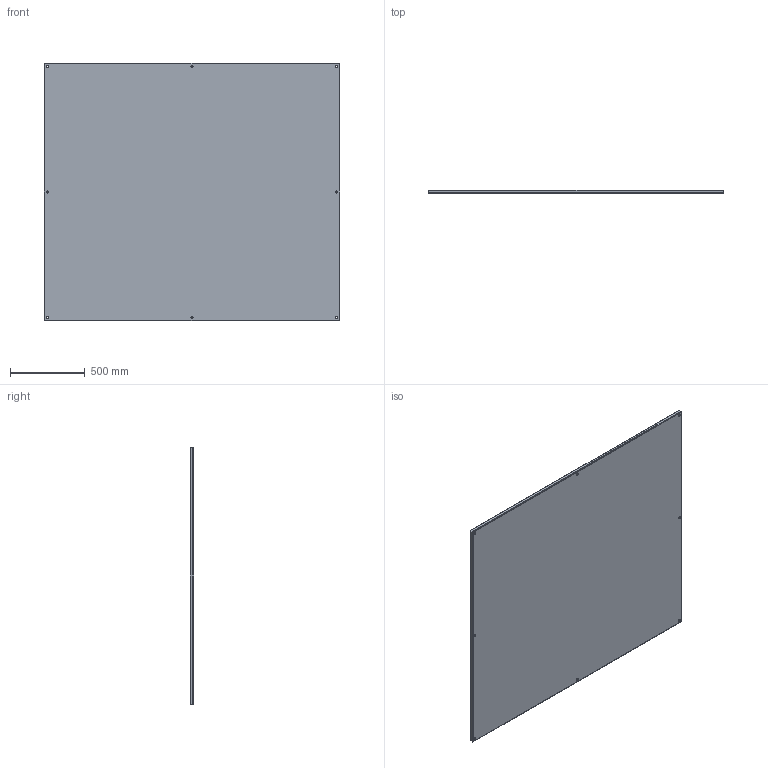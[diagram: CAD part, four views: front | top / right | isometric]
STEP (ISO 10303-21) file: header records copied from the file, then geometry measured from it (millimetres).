
FILE_DESCRIPTION (( 'STEP AP203' ), '1' );
FILE_NAME ('90BYFW_Default.step', '2019-09-13T18:16:19', ( '' ), ( '' ), 'SwSTEP 2.0', 'SolidWorks 2018', '' );
FILE_SCHEMA (( 'CONFIG_CONTROL_DESIGN' ));
Length unit declared in the file: inch
Products named in the file (1): 90BYFW_Default
Bounding box: 1981.2 x 22.23 x 1727.2 mm (x, y, z)
Volume: 11276191.2 mm3; surface area: 7128262.5 mm2
Topology: 1 solids, 1 shells, 70 faces, 180 edges, 112 vertices
Faces by surface type: plane 38, cylinder 24, bspline 8
Entity records: 3000 total; most frequent: CARTESIAN_POINT 1247, ORIENTED_EDGE 360, DIRECTION 323, EDGE_CURVE 180, AXIS2_PLACEMENT_3D 112, VERTEX_POINT 112, VECTOR 99, LINE 99
